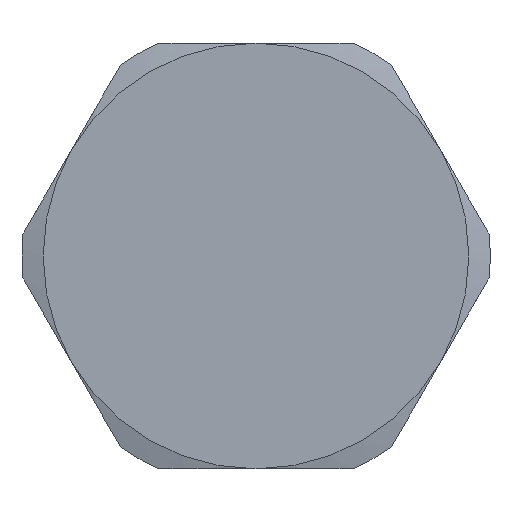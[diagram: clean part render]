
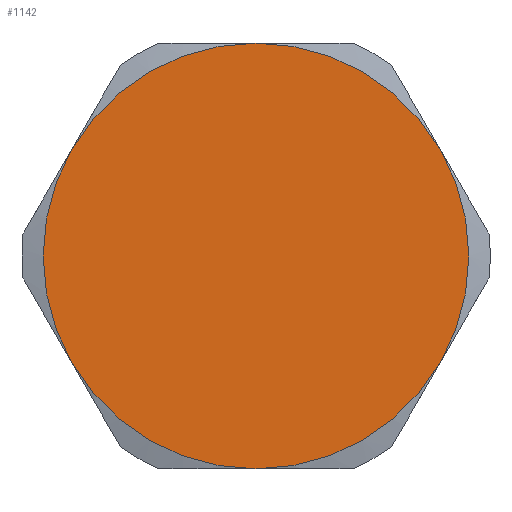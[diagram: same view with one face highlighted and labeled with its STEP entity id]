
A CAD part, left-side view. The second image highlights one B-rep face of the part: STEP entity #1142.
In plain terms, the highlighted planar face has unit normal (-1, 0, 0).
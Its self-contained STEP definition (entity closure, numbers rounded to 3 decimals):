
#21 = VERTEX_POINT ( 'NONE', #929 ) ;
#28 = CARTESIAN_POINT ( 'NONE',  ( 0., 34.641, -20. ) ) ;
#73 = DIRECTION ( 'NONE',  ( 0., 0., 1. ) ) ;
#90 = CARTESIAN_POINT ( 'NONE',  ( 0., 0., 0. ) ) ;
#93 = CIRCLE ( 'NONE', #253, 40. ) ;
#114 = CIRCLE ( 'NONE', #1198, 40. ) ;
#122 = ORIENTED_EDGE ( 'NONE', *, *, #294, .F. ) ;
#130 = EDGE_CURVE ( 'NONE', #1250, #1147, #858, .T. ) ;
#147 = AXIS2_PLACEMENT_3D ( 'NONE', #244, #954, #352 ) ;
#179 = CARTESIAN_POINT ( 'NONE',  ( 0., 0., -40. ) ) ;
#224 = ORIENTED_EDGE ( 'NONE', *, *, #130, .F. ) ;
#244 = CARTESIAN_POINT ( 'NONE',  ( 0., 0., 0. ) ) ;
#252 = ORIENTED_EDGE ( 'NONE', *, *, #621, .F. ) ;
#253 = AXIS2_PLACEMENT_3D ( 'NONE', #1037, #431, #1132 ) ;
#294 = EDGE_CURVE ( 'NONE', #516, #21, #449, .T. ) ;
#352 = DIRECTION ( 'NONE',  ( 0., 0., -1. ) ) ;
#375 = FACE_OUTER_BOUND ( 'NONE', #502, .T. ) ;
#394 = DIRECTION ( 'NONE',  ( 1., 0., 0. ) ) ;
#431 = DIRECTION ( 'NONE',  ( 1., 0., 0. ) ) ;
#443 = VERTEX_POINT ( 'NONE', #179 ) ;
#449 = CIRCLE ( 'NONE', #963, 40. ) ;
#459 = DIRECTION ( 'NONE',  ( 1., 0., 0. ) ) ;
#470 = CIRCLE ( 'NONE', #1133, 40. ) ;
#472 = CARTESIAN_POINT ( 'NONE',  ( 0., 0., 40. ) ) ;
#486 = AXIS2_PLACEMENT_3D ( 'NONE', #1266, #681, #73 ) ;
#502 = EDGE_LOOP ( 'NONE', ( #252, #771, #122, #924, #894, #224 ) ) ;
#516 = VERTEX_POINT ( 'NONE', #906 ) ;
#583 = CARTESIAN_POINT ( 'NONE',  ( 0., 0., 0. ) ) ;
#600 = CARTESIAN_POINT ( 'NONE',  ( 0., 0., 0. ) ) ;
#609 = CARTESIAN_POINT ( 'NONE',  ( 0., 34.641, 20. ) ) ;
#621 = EDGE_CURVE ( 'NONE', #443, #1250, #470, .T. ) ;
#643 = VERTEX_POINT ( 'NONE', #472 ) ;
#681 = DIRECTION ( 'NONE',  ( -1., 0., 0. ) ) ;
#683 = DIRECTION ( 'NONE',  ( 0., 0., -1. ) ) ;
#697 = DIRECTION ( 'NONE',  ( 0., 0., -1. ) ) ;
#712 = EDGE_CURVE ( 'NONE', #643, #516, #114, .T. ) ;
#771 = ORIENTED_EDGE ( 'NONE', *, *, #1253, .F. ) ;
#858 = CIRCLE ( 'NONE', #147, 40. ) ;
#894 = ORIENTED_EDGE ( 'NONE', *, *, #1036, .T. ) ;
#899 = PLANE ( 'NONE',  #1217 ) ;
#906 = CARTESIAN_POINT ( 'NONE',  ( 0., -34.641, 20. ) ) ;
#924 = ORIENTED_EDGE ( 'NONE', *, *, #712, .F. ) ;
#929 = CARTESIAN_POINT ( 'NONE',  ( 0., -34.641, -20. ) ) ;
#954 = DIRECTION ( 'NONE',  ( 1., 0., 0. ) ) ;
#963 = AXIS2_PLACEMENT_3D ( 'NONE', #1064, #459, #1155 ) ;
#1036 = EDGE_CURVE ( 'NONE', #643, #1147, #1280, .T. ) ;
#1037 = CARTESIAN_POINT ( 'NONE',  ( 0., 0., 0. ) ) ;
#1064 = CARTESIAN_POINT ( 'NONE',  ( 0., 0., 0. ) ) ;
#1101 = DIRECTION ( 'NONE',  ( 0., 0., -1. ) ) ;
#1132 = DIRECTION ( 'NONE',  ( 0., 0., -1. ) ) ;
#1133 = AXIS2_PLACEMENT_3D ( 'NONE', #583, #1267, #683 ) ;
#1142 = ADVANCED_FACE ( 'NONE', ( #375 ), #899, .F. ) ;
#1147 = VERTEX_POINT ( 'NONE', #609 ) ;
#1155 = DIRECTION ( 'NONE',  ( 0., 0., -1. ) ) ;
#1198 = AXIS2_PLACEMENT_3D ( 'NONE', #600, #1283, #697 ) ;
#1217 = AXIS2_PLACEMENT_3D ( 'NONE', #90, #394, #1101 ) ;
#1250 = VERTEX_POINT ( 'NONE', #28 ) ;
#1253 = EDGE_CURVE ( 'NONE', #21, #443, #93, .T. ) ;
#1266 = CARTESIAN_POINT ( 'NONE',  ( 0., 0., 0. ) ) ;
#1267 = DIRECTION ( 'NONE',  ( 1., 0., 0. ) ) ;
#1280 = CIRCLE ( 'NONE', #486, 40. ) ;
#1283 = DIRECTION ( 'NONE',  ( 1., 0., 0. ) ) ;
